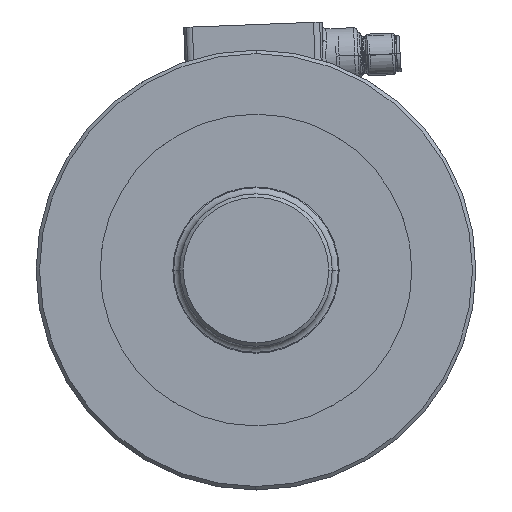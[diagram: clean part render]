
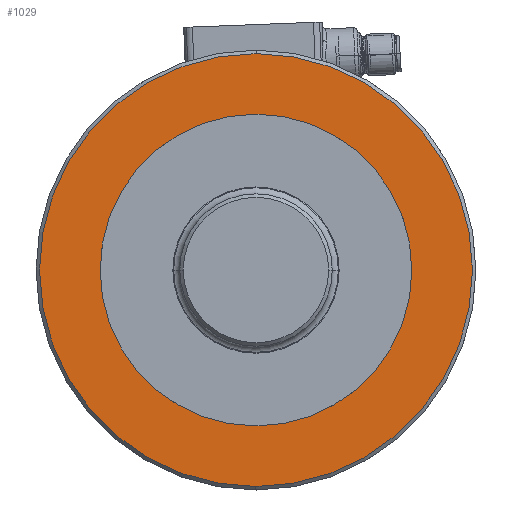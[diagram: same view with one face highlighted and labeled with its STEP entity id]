
A CAD part, front view. The second image highlights one B-rep face of the part: STEP entity #1029.
In plain terms, the highlighted face is planar.
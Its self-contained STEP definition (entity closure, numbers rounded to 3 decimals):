
#1029=ADVANCED_FACE('0:2905',(#2008,#2009),#2010,.T.);
#2008=FACE_OUTER_BOUND('',#3147,.T.);
#2009=FACE_BOUND('',#3148,.T.);
#2010=PLANE('',#3149);
#3147=EDGE_LOOP('',(#5047,#5048));
#3148=EDGE_LOOP('',(#5049,#5050));
#3149=AXIS2_PLACEMENT_3D('',#5051,#5052,#5053);
#5047=ORIENTED_EDGE('',*,*,#6894,.F.);
#5048=ORIENTED_EDGE('',*,*,#6849,.F.);
#5049=ORIENTED_EDGE('',*,*,#6178,.F.);
#5050=ORIENTED_EDGE('',*,*,#6266,.F.);
#5051=CARTESIAN_POINT('',(114.482,359.441,-1.001));
#5052=DIRECTION('',(0.,1.,0.));
#5053=DIRECTION('',(-0.356,0.0,-0.934));
#6178=EDGE_CURVE('0:3058',#7248,#7244,#7250,.T.);
#6266=EDGE_CURVE('',#7244,#7248,#7403,.T.);
#6849=EDGE_CURVE('',#8289,#8291,#8292,.T.);
#6894=EDGE_CURVE('0:3064',#8291,#8289,#8344,.T.);
#7244=VERTEX_POINT('',#8785);
#7248=VERTEX_POINT('',#8790);
#7250=CIRCLE('',#8793,43.773);
#7403=CIRCLE('',#8998,43.773);
#8289=VERTEX_POINT('',#10284);
#8291=VERTEX_POINT('',#10287);
#8292=CIRCLE('',#10288,62.5);
#8344=CIRCLE('',#10347,62.5);
#8785=CARTESIAN_POINT('',(114.482,359.441,-44.774));
#8790=CARTESIAN_POINT('',(114.482,359.442,42.772));
#8793=AXIS2_PLACEMENT_3D('',#10935,#10936,#10937);
#8998=AXIS2_PLACEMENT_3D('',#11083,#11084,#11085);
#10284=CARTESIAN_POINT('',(114.482,359.442,61.499));
#10287=CARTESIAN_POINT('',(114.482,359.441,-63.501));
#10288=AXIS2_PLACEMENT_3D('',#12015,#12016,#12017);
#10347=AXIS2_PLACEMENT_3D('',#12076,#12077,#12078);
#10935=CARTESIAN_POINT('',(114.482,359.441,-1.001));
#10936=DIRECTION('',(0.,1.,0.));
#10937=DIRECTION('',(0.,0.,-1.));
#11083=CARTESIAN_POINT('',(114.482,359.441,-1.001));
#11084=DIRECTION('',(0.,1.,0.));
#11085=DIRECTION('',(0.,0.,-1.));
#12015=CARTESIAN_POINT('',(114.482,359.441,-1.001));
#12016=DIRECTION('',(0.,-1.,0.));
#12017=DIRECTION('',(0.,0.,1.));
#12076=CARTESIAN_POINT('',(114.482,359.441,-1.001));
#12077=DIRECTION('',(0.,-1.,0.));
#12078=DIRECTION('',(0.,0.,1.));
